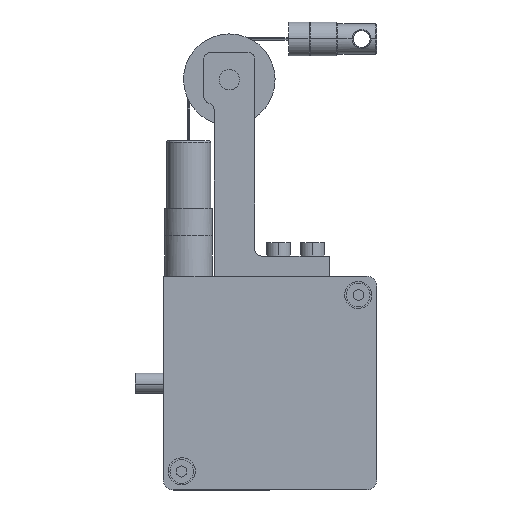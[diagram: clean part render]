
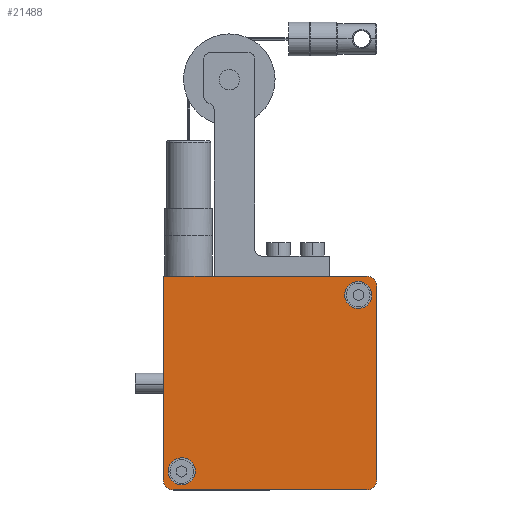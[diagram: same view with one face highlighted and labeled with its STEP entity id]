
A CAD part, left-side view. The second image highlights one B-rep face of the part: STEP entity #21488.
In plain terms, the highlighted planar face has unit normal (-1, 0, 0).
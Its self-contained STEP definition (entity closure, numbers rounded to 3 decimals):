
#21044=CARTESIAN_POINT('Axis2P3D Location',(-18.,26.,26.)) ;
#21048=CARTESIAN_POINT('Vertex',(-18.,29.51,27.918)) ;
#21050=CARTESIAN_POINT('Vertex',(-18.,22.49,24.082)) ;
#21070=CARTESIAN_POINT('Axis2P3D Location',(-18.,26.,26.)) ;
#21124=CARTESIAN_POINT('Axis2P3D Location',(-18.,-26.,-26.)) ;
#21128=CARTESIAN_POINT('Vertex',(-18.,-29.51,-27.918)) ;
#21130=CARTESIAN_POINT('Vertex',(-18.,-22.49,-24.082)) ;
#21150=CARTESIAN_POINT('Axis2P3D Location',(-18.,-26.,-26.)) ;
#21210=CARTESIAN_POINT('Axis2P3D Location',(-18.,28.5,28.5)) ;
#21214=CARTESIAN_POINT('Vertex',(-18.,31.5,28.5)) ;
#21216=CARTESIAN_POINT('Vertex',(-18.,28.5,31.5)) ;
#21250=CARTESIAN_POINT('Line Origine',(-18.,31.5,0.)) ;
#21254=CARTESIAN_POINT('Vertex',(-18.,31.5,-28.5)) ;
#21281=CARTESIAN_POINT('Axis2P3D Location',(-18.,28.5,-28.5)) ;
#21285=CARTESIAN_POINT('Vertex',(-18.,28.5,-31.5)) ;
#21312=CARTESIAN_POINT('Line Origine',(-18.,0.,-31.5)) ;
#21316=CARTESIAN_POINT('Vertex',(-18.,-28.5,-31.5)) ;
#21343=CARTESIAN_POINT('Axis2P3D Location',(-18.,-28.5,-28.5)) ;
#21347=CARTESIAN_POINT('Vertex',(-18.,-31.5,-28.5)) ;
#21381=CARTESIAN_POINT('Line Origine',(-18.,-1.25,31.5)) ;
#21385=CARTESIAN_POINT('Vertex',(-18.,-31.,31.5)) ;
#21405=CARTESIAN_POINT('Line Origine',(-18.,-31.5,1.25)) ;
#21409=CARTESIAN_POINT('Vertex',(-18.,-31.5,31.)) ;
#21460=CARTESIAN_POINT('Axis2P3D Location',(-18.,0.,0.)) ;
#21465=CARTESIAN_POINT('Axis2P3D Location',(-18.,-31.,31.)) ;
#21045=DIRECTION('Axis2P3D Direction',(1.,0.,-0.)) ;
#21071=DIRECTION('Axis2P3D Direction',(1.,0.,-0.)) ;
#21125=DIRECTION('Axis2P3D Direction',(1.,0.,-0.)) ;
#21151=DIRECTION('Axis2P3D Direction',(1.,0.,-0.)) ;
#21211=DIRECTION('Axis2P3D Direction',(-1.,0.,0.)) ;
#21251=DIRECTION('Vector Direction',(0.,0.,-1.)) ;
#21282=DIRECTION('Axis2P3D Direction',(-1.,0.,0.)) ;
#21313=DIRECTION('Vector Direction',(0.,-1.,0.)) ;
#21344=DIRECTION('Axis2P3D Direction',(-1.,0.,0.)) ;
#21382=DIRECTION('Vector Direction',(0.,1.,0.)) ;
#21406=DIRECTION('Vector Direction',(0.,0.,1.)) ;
#21461=DIRECTION('Axis2P3D Direction',(1.,0.,0.)) ;
#21462=DIRECTION('Axis2P3D XDirection',(0.,1.,0.)) ;
#21466=DIRECTION('Axis2P3D Direction',(1.,0.,0.)) ;
#21046=AXIS2_PLACEMENT_3D('Circle Axis2P3D',#21044,#21045,$) ;
#21072=AXIS2_PLACEMENT_3D('Circle Axis2P3D',#21070,#21071,$) ;
#21126=AXIS2_PLACEMENT_3D('Circle Axis2P3D',#21124,#21125,$) ;
#21152=AXIS2_PLACEMENT_3D('Circle Axis2P3D',#21150,#21151,$) ;
#21212=AXIS2_PLACEMENT_3D('Circle Axis2P3D',#21210,#21211,$) ;
#21283=AXIS2_PLACEMENT_3D('Circle Axis2P3D',#21281,#21282,$) ;
#21345=AXIS2_PLACEMENT_3D('Circle Axis2P3D',#21343,#21344,$) ;
#21463=AXIS2_PLACEMENT_3D('Plane Axis2P3D',#21460,#21461,#21462) ;
#21467=AXIS2_PLACEMENT_3D('Circle Axis2P3D',#21465,#21466,$) ;
#21471=ORIENTED_EDGE('',*,*,#21469,.F.) ;
#21472=ORIENTED_EDGE('',*,*,#21387,.F.) ;
#21473=ORIENTED_EDGE('',*,*,#21218,.F.) ;
#21474=ORIENTED_EDGE('',*,*,#21256,.F.) ;
#21475=ORIENTED_EDGE('',*,*,#21287,.F.) ;
#21476=ORIENTED_EDGE('',*,*,#21318,.F.) ;
#21477=ORIENTED_EDGE('',*,*,#21349,.F.) ;
#21478=ORIENTED_EDGE('',*,*,#21411,.F.) ;
#21481=ORIENTED_EDGE('',*,*,#21154,.T.) ;
#21482=ORIENTED_EDGE('',*,*,#21132,.T.) ;
#21485=ORIENTED_EDGE('',*,*,#21074,.T.) ;
#21486=ORIENTED_EDGE('',*,*,#21052,.T.) ;
#21483=FACE_BOUND('',#21480,.T.) ;
#21487=FACE_BOUND('',#21484,.T.) ;
#21252=VECTOR('Line Direction',#21251,1.) ;
#21314=VECTOR('Line Direction',#21313,1.) ;
#21383=VECTOR('Line Direction',#21382,1.) ;
#21407=VECTOR('Line Direction',#21406,1.) ;
#21488=ADVANCED_FACE('\X2\96F64EF651E04F554F53\X0\',(#21479,#21483,#21487),#21464,.F.) ;
#21047=CIRCLE('generated circle',#21046,4.) ;
#21073=CIRCLE('generated circle',#21072,4.) ;
#21127=CIRCLE('generated circle',#21126,4.) ;
#21153=CIRCLE('generated circle',#21152,4.) ;
#21213=CIRCLE('generated circle',#21212,3.) ;
#21284=CIRCLE('generated circle',#21283,3.) ;
#21346=CIRCLE('generated circle',#21345,3.) ;
#21468=CIRCLE('generated circle',#21467,0.5) ;
#21052=EDGE_CURVE('',#21049,#21051,#21047,.T.) ;
#21074=EDGE_CURVE('',#21051,#21049,#21073,.T.) ;
#21132=EDGE_CURVE('',#21129,#21131,#21127,.T.) ;
#21154=EDGE_CURVE('',#21131,#21129,#21153,.T.) ;
#21218=EDGE_CURVE('',#21215,#21217,#21213,.F.) ;
#21256=EDGE_CURVE('',#21255,#21215,#21253,.F.) ;
#21287=EDGE_CURVE('',#21286,#21255,#21284,.F.) ;
#21318=EDGE_CURVE('',#21317,#21286,#21315,.F.) ;
#21349=EDGE_CURVE('',#21348,#21317,#21346,.F.) ;
#21387=EDGE_CURVE('',#21217,#21386,#21384,.F.) ;
#21411=EDGE_CURVE('',#21410,#21348,#21408,.F.) ;
#21469=EDGE_CURVE('',#21386,#21410,#21468,.T.) ;
#21470=EDGE_LOOP('',(#21471,#21472,#21473,#21474,#21475,#21476,#21477,#21478)) ;
#21480=EDGE_LOOP('',(#21481,#21482)) ;
#21484=EDGE_LOOP('',(#21485,#21486)) ;
#21479=FACE_OUTER_BOUND('',#21470,.T.) ;
#21253=LINE('Line',#21250,#21252) ;
#21315=LINE('Line',#21312,#21314) ;
#21384=LINE('Line',#21381,#21383) ;
#21408=LINE('Line',#21405,#21407) ;
#21464=PLANE('',#21463) ;
#21049=VERTEX_POINT('',#21048) ;
#21051=VERTEX_POINT('',#21050) ;
#21129=VERTEX_POINT('',#21128) ;
#21131=VERTEX_POINT('',#21130) ;
#21215=VERTEX_POINT('',#21214) ;
#21217=VERTEX_POINT('',#21216) ;
#21255=VERTEX_POINT('',#21254) ;
#21286=VERTEX_POINT('',#21285) ;
#21317=VERTEX_POINT('',#21316) ;
#21348=VERTEX_POINT('',#21347) ;
#21386=VERTEX_POINT('',#21385) ;
#21410=VERTEX_POINT('',#21409) ;
